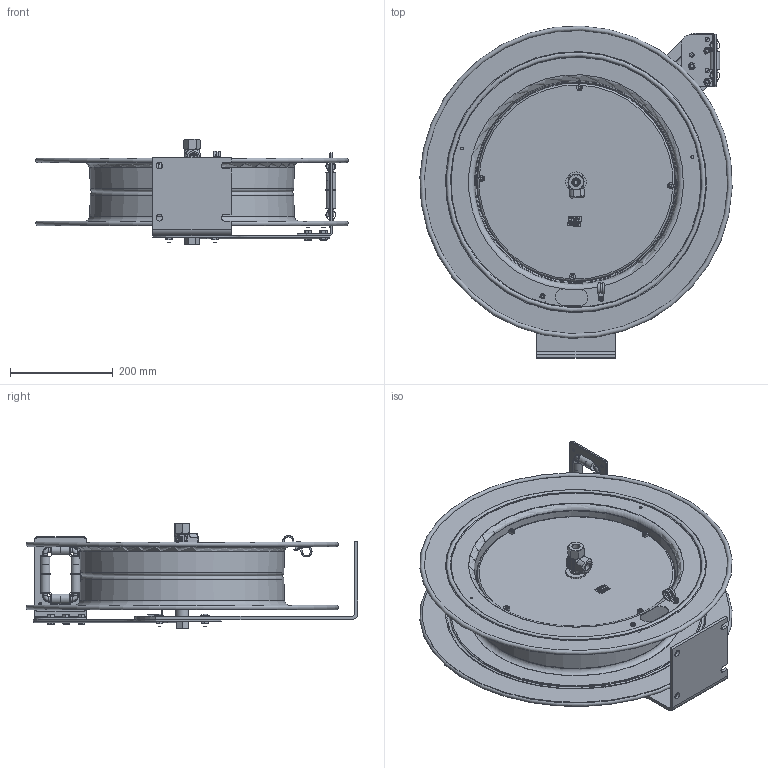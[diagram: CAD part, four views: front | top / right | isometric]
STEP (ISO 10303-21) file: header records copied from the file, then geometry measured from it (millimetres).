
FILE_DESCRIPTION((''),'2;1');
FILE_NAME('SHL-N-375_SHARED.stp','2013-10-31T13:52:46',('jkusbel'),(''),'Autodesk Inventor 2013','Autodesk Inventor 2013','');
FILE_SCHEMA(('AUTOMOTIVE_DESIGN { 1 0 10303 214 1 1 1 1 }'));
Length unit declared in the file: inch
Products named in the file (1): SHL-N-375_SHARED
Bounding box: 609.17 x 647.48 x 206.76 mm (x, y, z)
Surface area: 1759914.4 mm2 (no closed solid volume)
Topology: 0 solids, 125 shells, 391 faces, 4206 edges, 3895 vertices
Faces by surface type: plane 245, cylinder 90, torus 34, cone 10, sphere 10, bspline 2
Full cylindrical faces by diameter (mm): 4.826 x1, 6.35 x1, 8.636 x6, 10.414 x1, 12.7 x2, 14.859 x1, 19.05 x6, 20.625 x1, 25.362 x1, 39.624 x1
Entity records: 39790 total; most frequent: CARTESIAN_POINT 12220, ORIENTED_EDGE 4568, DIRECTION 4237, EDGE_CURVE 4136, VERTEX_POINT 3880, VECTOR 2293, LINE 2293, AXIS2_PLACEMENT_3D 972
